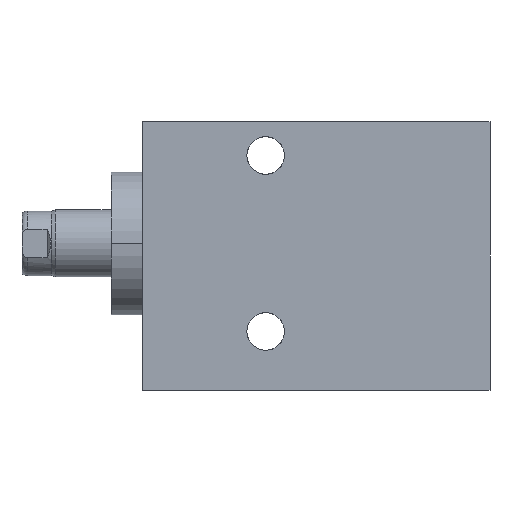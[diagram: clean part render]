
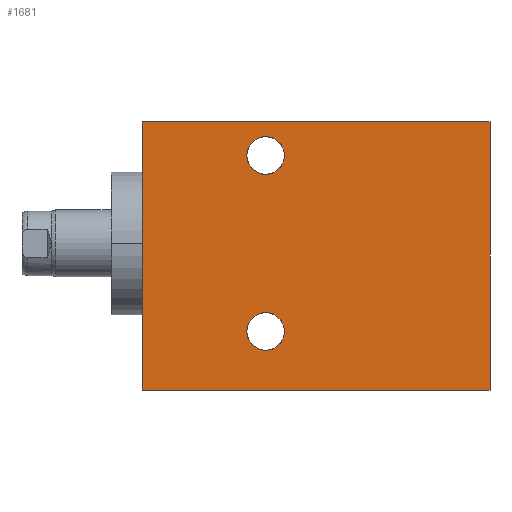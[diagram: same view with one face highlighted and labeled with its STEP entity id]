
A CAD part, front view. The second image highlights one B-rep face of the part: STEP entity #1681.
In plain terms, the highlighted planar face has unit normal (0, -1, 0).
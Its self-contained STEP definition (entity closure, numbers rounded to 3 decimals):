
#123=DIRECTION('',(0.,0.,-1.));
#124=VECTOR('',#123,50.8);
#125=CARTESIAN_POINT('',(0.,-14.288,23.012));
#126=LINE('',#125,#124);
#238=DIRECTION('',(1.,0.,0.));
#239=VECTOR('',#238,65.837);
#240=CARTESIAN_POINT('',(0.,-14.288,-27.788));
#241=LINE('',#240,#239);
#277=DIRECTION('',(1.,0.,0.));
#278=VECTOR('',#277,65.837);
#279=CARTESIAN_POINT('',(0.,-14.288,23.012));
#280=LINE('',#279,#278);
#284=CARTESIAN_POINT('',(23.317,-14.288,16.662));
#285=DIRECTION('',(0.,-1.,0.));
#286=DIRECTION('',(1.,0.,0.));
#287=AXIS2_PLACEMENT_3D('',#284,#285,#286);
#292=CARTESIAN_POINT('',(23.317,-14.288,16.662));
#293=DIRECTION('',(0.,-1.,0.));
#294=DIRECTION('',(-1.,0.,0.));
#295=AXIS2_PLACEMENT_3D('',#292,#293,#294);
#300=CARTESIAN_POINT('',(23.317,-14.288,-16.688));
#301=DIRECTION('',(0.,-1.,0.));
#302=DIRECTION('',(1.,0.,0.));
#303=AXIS2_PLACEMENT_3D('',#300,#301,#302);
#308=CARTESIAN_POINT('',(23.317,-14.288,-16.688));
#309=DIRECTION('',(0.,-1.,0.));
#310=DIRECTION('',(-1.,0.,0.));
#311=AXIS2_PLACEMENT_3D('',#308,#309,#310);
#337=DIRECTION('',(0.,0.,-1.));
#338=VECTOR('',#337,50.8);
#339=CARTESIAN_POINT('',(65.837,-14.288,23.012));
#340=LINE('',#339,#338);
#1385=CARTESIAN_POINT('',(0.,-14.288,23.012));
#1387=VERTEX_POINT('',#1385);
#1388=CARTESIAN_POINT('',(0.,-14.288,-27.788));
#1389=VERTEX_POINT('',#1388);
#1393=CARTESIAN_POINT('',(65.837,-14.288,23.012));
#1395=VERTEX_POINT('',#1393);
#1396=CARTESIAN_POINT('',(65.837,-14.288,-27.788));
#1397=VERTEX_POINT('',#1396);
#1408=CARTESIAN_POINT('',(26.886,-14.288,16.662));
#1409=CARTESIAN_POINT('',(19.749,-14.288,16.662));
#1410=VERTEX_POINT('',#1408);
#1411=VERTEX_POINT('',#1409);
#1422=CARTESIAN_POINT('',(26.886,-14.288,-16.688));
#1423=CARTESIAN_POINT('',(19.749,-14.288,-16.688));
#1424=VERTEX_POINT('',#1422);
#1425=VERTEX_POINT('',#1423);
#1657=CARTESIAN_POINT('',(0.,-14.288,23.012));
#1658=DIRECTION('',(0.,-1.,0.));
#1659=DIRECTION('',(0.,0.,-1.));
#1660=AXIS2_PLACEMENT_3D('',#1657,#1658,#1659);
#1661=PLANE('',#1660);
#1662=ORIENTED_EDGE('',*,*,#1563,.F.);
#1663=ORIENTED_EDGE('',*,*,#1600,.T.);
#1665=ORIENTED_EDGE('',*,*,#1664,.T.);
#1666=ORIENTED_EDGE('',*,*,#1637,.F.);
#1667=EDGE_LOOP('',(#1662,#1663,#1665,#1666));
#1668=FACE_OUTER_BOUND('',#1667,.F.);
#1670=ORIENTED_EDGE('',*,*,#1669,.T.);
#1672=ORIENTED_EDGE('',*,*,#1671,.T.);
#1673=EDGE_LOOP('',(#1670,#1672));
#1674=FACE_BOUND('',#1673,.F.);
#1676=ORIENTED_EDGE('',*,*,#1675,.T.);
#1678=ORIENTED_EDGE('',*,*,#1677,.T.);
#1679=EDGE_LOOP('',(#1676,#1678));
#1680=FACE_BOUND('',#1679,.F.);
#1681=ADVANCED_FACE('',(#1668,#1674,#1680),#1661,.T.);
#288=CIRCLE('',#287,3.569);
#296=CIRCLE('',#295,3.569);
#304=CIRCLE('',#303,3.569);
#312=CIRCLE('',#311,3.569);
#1563=EDGE_CURVE('',#1387,#1389,#126,.T.);
#1600=EDGE_CURVE('',#1387,#1395,#280,.T.);
#1637=EDGE_CURVE('',#1389,#1397,#241,.T.);
#1664=EDGE_CURVE('',#1395,#1397,#340,.T.);
#1669=EDGE_CURVE('',#1410,#1411,#288,.T.);
#1671=EDGE_CURVE('',#1411,#1410,#296,.T.);
#1675=EDGE_CURVE('',#1424,#1425,#304,.T.);
#1677=EDGE_CURVE('',#1425,#1424,#312,.T.);
